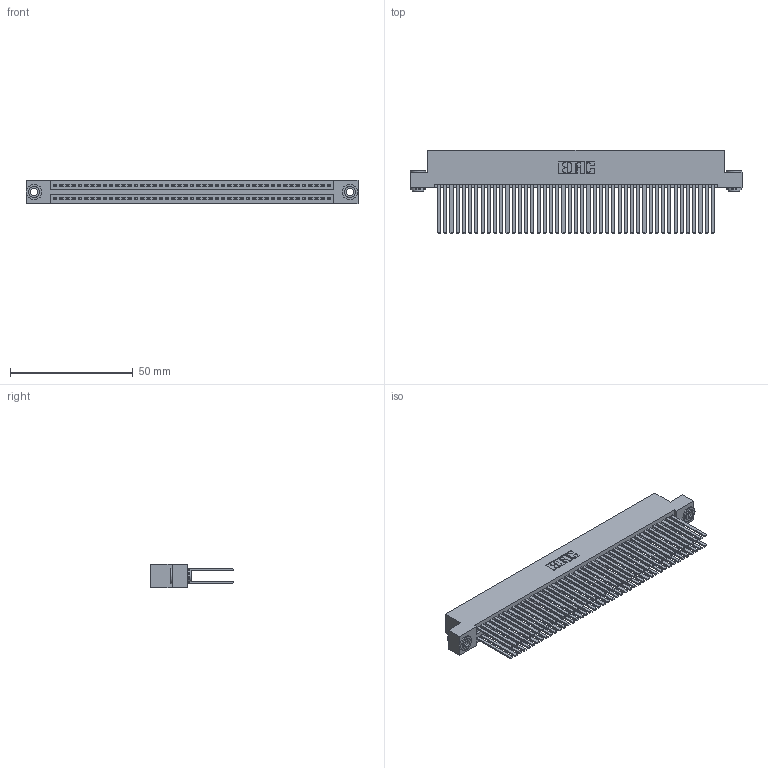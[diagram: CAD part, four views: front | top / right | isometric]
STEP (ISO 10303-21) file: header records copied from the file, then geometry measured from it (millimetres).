
FILE_DESCRIPTION (( 'STEP AP203' ), '1' );
FILE_NAME ('395-090-544-203.STEP', '2018-11-29T04:14:15', ( '' ), ( '' ), 'SwSTEP 2.0', 'SolidWorks 2016', '' );
FILE_SCHEMA (( 'CONFIG_CONTROL_DESIGN' ));
Length unit declared in the file: inch
Products named in the file (4): 395-090-544-203; 345-292-001_345-293-144; 345-250-002_345-250-002-102; 345 Part_Flush Mounting Lugs - 0.156 Dia-TH
Assembly tree (93 placements, depth 2):
  395-090-544-203
    345 Part_Flush Mounting Lugs - 0.156 Dia-TH
    345-292-001_345-293-144  x90
    345-250-002_345-250-002-102  x2
Bounding box: 135.51 x 33.96 x 9.4 mm (x, y, z)
Volume: 14472.4 mm3; surface area: 25353.3 mm2
Topology: 93 solids, 93 shells, 4124 faces, 12207 edges, 8014 vertices
Faces by surface type: plane 2700, cylinder 1416, cone 8
Entity records: 35370 total; most frequent: CARTESIAN_POINT 5899, ORIENTED_EDGE 5826, DIRECTION 5227, EDGE_CURVE 2913, VECTOR 2581, LINE 2581, VERTEX_POINT 1938, AXIS2_PLACEMENT_3D 1323
